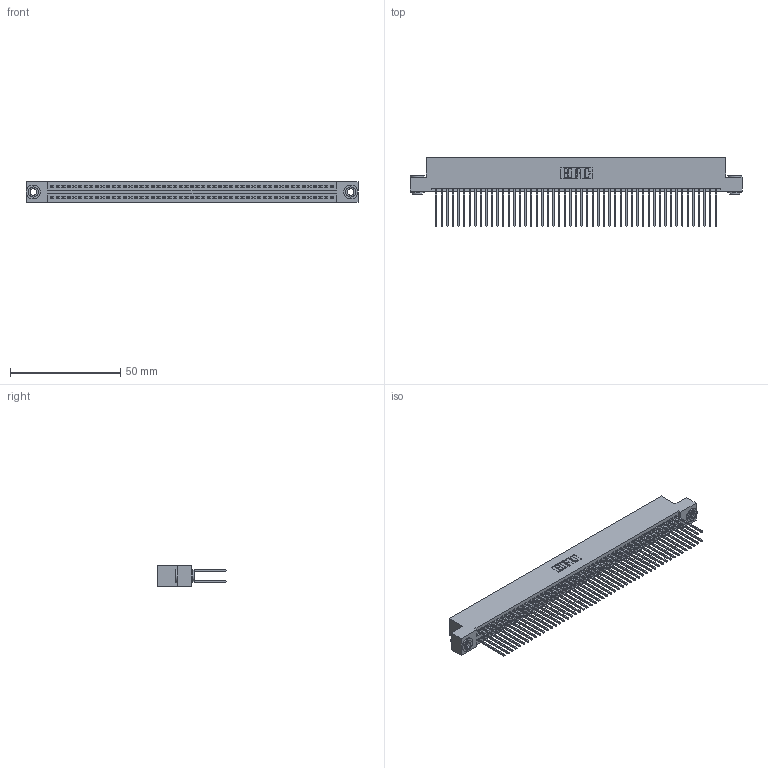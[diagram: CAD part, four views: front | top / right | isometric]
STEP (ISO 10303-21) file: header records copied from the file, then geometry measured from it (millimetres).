
FILE_DESCRIPTION (( 'STEP AP203' ), '1' );
FILE_NAME ('395-102-542-203.STEP', '2018-11-30T07:41:12', ( '' ), ( '' ), 'SwSTEP 2.0', 'SolidWorks 2016', '' );
FILE_SCHEMA (( 'CONFIG_CONTROL_DESIGN' ));
Length unit declared in the file: inch
Products named in the file (4): 345-250-002_345-250-002-102; 345-292-001_345-293-142; 395-102-542-203; 345 Part_Flush Mounting Lugs - 0.156 Dia-TH
Assembly tree (105 placements, depth 2):
  395-102-542-203
    345 Part_Flush Mounting Lugs - 0.156 Dia-TH
    345-292-001_345-293-142  x102
    345-250-002_345-250-002-102  x2
Bounding box: 150.75 x 31.29 x 9.4 mm (x, y, z)
Volume: 15222.3 mm3; surface area: 25102.4 mm2
Topology: 105 solids, 105 shells, 5264 faces, 15615 edges, 10270 vertices
Faces by surface type: plane 3456, cylinder 1800, cone 8
Entity records: 39472 total; most frequent: CARTESIAN_POINT 6583, ORIENTED_EDGE 6510, DIRECTION 5825, EDGE_CURVE 3255, LINE 2895, VECTOR 2895, VERTEX_POINT 2166, AXIS2_PLACEMENT_3D 1465
